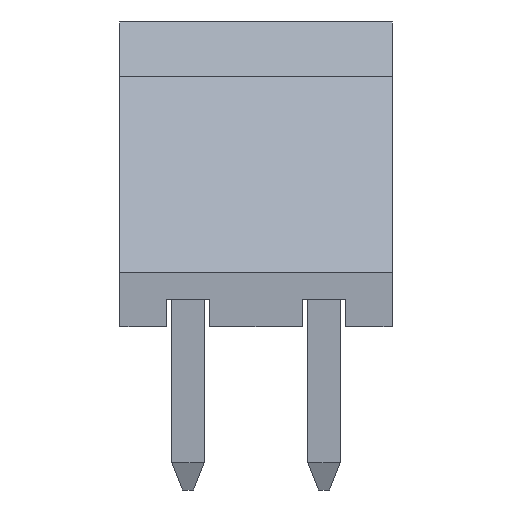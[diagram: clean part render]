
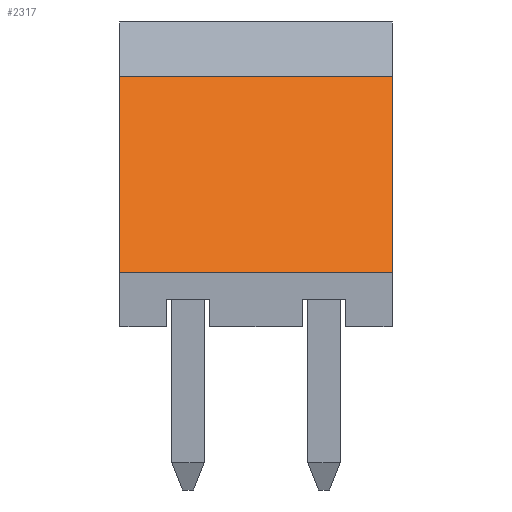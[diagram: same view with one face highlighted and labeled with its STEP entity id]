
A CAD part, front view. The second image highlights one B-rep face of the part: STEP entity #2317.
In plain terms, the highlighted planar face has unit normal (0, -0.811, 0.586).
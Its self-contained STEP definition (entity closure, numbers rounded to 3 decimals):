
#2136 = PLANE('',#2137);
#2137 = AXIS2_PLACEMENT_3D('',#2138,#2139,#2140);
#2138 = CARTESIAN_POINT('',(-1.25,0.4,4.6));
#2139 = DIRECTION('',(0.,0.,-1.));
#2140 = DIRECTION('',(0.,-1.,0.));
#2161 = VERTEX_POINT('',#2162);
#2162 = CARTESIAN_POINT('',(3.75,-0.4,4.6));
#2176 = PLANE('',#2177);
#2177 = AXIS2_PLACEMENT_3D('',#2178,#2179,#2180);
#2178 = CARTESIAN_POINT('',(3.75,0.384,2.186));
#2179 = DIRECTION('',(1.,0.,0.));
#2180 = DIRECTION('',(0.,0.,1.));
#2188 = EDGE_CURVE('',#2189,#2161,#2191,.T.);
#2189 = VERTEX_POINT('',#2190);
#2190 = CARTESIAN_POINT('',(-1.25,-0.4,4.6));
#2191 = SURFACE_CURVE('',#2192,(#2196,#2203),.PCURVE_S1.);
#2192 = LINE('',#2193,#2194);
#2193 = CARTESIAN_POINT('',(-1.25,-0.4,4.6));
#2194 = VECTOR('',#2195,1.);
#2195 = DIRECTION('',(1.,0.,0.));
#2196 = PCURVE('',#2136,#2197);
#2197 = DEFINITIONAL_REPRESENTATION('',(#2198),#2202);
#2198 = LINE('',#2199,#2200);
#2199 = CARTESIAN_POINT('',(0.8,0.));
#2200 = VECTOR('',#2201,1.);
#2201 = DIRECTION('',(0.,-1.));
#2202 = ( GEOMETRIC_REPRESENTATION_CONTEXT(2) 
PARAMETRIC_REPRESENTATION_CONTEXT() REPRESENTATION_CONTEXT('2D SPACE',''
  ) );
#2203 = PCURVE('',#2204,#2209);
#2204 = PLANE('',#2205);
#2205 = AXIS2_PLACEMENT_3D('',#2206,#2207,#2208);
#2206 = CARTESIAN_POINT('',(-1.25,-0.4,4.6));
#2207 = DIRECTION('',(0.,0.811,-0.585));
#2208 = DIRECTION('',(0.,-0.585,-0.811));
#2209 = DEFINITIONAL_REPRESENTATION('',(#2210),#2214);
#2210 = LINE('',#2211,#2212);
#2211 = CARTESIAN_POINT('',(0.,0.));
#2212 = VECTOR('',#2213,1.);
#2213 = DIRECTION('',(0.,-1.));
#2214 = ( GEOMETRIC_REPRESENTATION_CONTEXT(2) 
PARAMETRIC_REPRESENTATION_CONTEXT() REPRESENTATION_CONTEXT('2D SPACE',''
  ) );
#2230 = PLANE('',#2231);
#2231 = AXIS2_PLACEMENT_3D('',#2232,#2233,#2234);
#2232 = CARTESIAN_POINT('',(-1.25,0.384,2.186));
#2233 = DIRECTION('',(1.,0.,0.));
#2234 = DIRECTION('',(0.,0.,1.));
#2317 = ADVANCED_FACE('',(#2318),#2204,.F.);
#2318 = FACE_BOUND('',#2319,.F.);
#2319 = EDGE_LOOP('',(#2320,#2321,#2344,#2372));
#2320 = ORIENTED_EDGE('',*,*,#2188,.T.);
#2321 = ORIENTED_EDGE('',*,*,#2322,.T.);
#2322 = EDGE_CURVE('',#2161,#2323,#2325,.T.);
#2323 = VERTEX_POINT('',#2324);
#2324 = CARTESIAN_POINT('',(3.75,-3.,1.));
#2325 = SURFACE_CURVE('',#2326,(#2330,#2337),.PCURVE_S1.);
#2326 = LINE('',#2327,#2328);
#2327 = CARTESIAN_POINT('',(3.75,-0.4,4.6));
#2328 = VECTOR('',#2329,1.);
#2329 = DIRECTION('',(0.,-0.585,-0.811));
#2330 = PCURVE('',#2204,#2331);
#2331 = DEFINITIONAL_REPRESENTATION('',(#2332),#2336);
#2332 = LINE('',#2333,#2334);
#2333 = CARTESIAN_POINT('',(0.,-5.));
#2334 = VECTOR('',#2335,1.);
#2335 = DIRECTION('',(1.,0.));
#2336 = ( GEOMETRIC_REPRESENTATION_CONTEXT(2) 
PARAMETRIC_REPRESENTATION_CONTEXT() REPRESENTATION_CONTEXT('2D SPACE',''
  ) );
#2337 = PCURVE('',#2176,#2338);
#2338 = DEFINITIONAL_REPRESENTATION('',(#2339),#2343);
#2339 = LINE('',#2340,#2341);
#2340 = CARTESIAN_POINT('',(2.414,0.784));
#2341 = VECTOR('',#2342,1.);
#2342 = DIRECTION('',(-0.811,0.585));
#2343 = ( GEOMETRIC_REPRESENTATION_CONTEXT(2) 
PARAMETRIC_REPRESENTATION_CONTEXT() REPRESENTATION_CONTEXT('2D SPACE',''
  ) );
#2344 = ORIENTED_EDGE('',*,*,#2345,.F.);
#2345 = EDGE_CURVE('',#2346,#2323,#2348,.T.);
#2346 = VERTEX_POINT('',#2347);
#2347 = CARTESIAN_POINT('',(-1.25,-3.,1.));
#2348 = SURFACE_CURVE('',#2349,(#2353,#2360),.PCURVE_S1.);
#2349 = LINE('',#2350,#2351);
#2350 = CARTESIAN_POINT('',(-1.25,-3.,1.));
#2351 = VECTOR('',#2352,1.);
#2352 = DIRECTION('',(1.,0.,0.));
#2353 = PCURVE('',#2204,#2354);
#2354 = DEFINITIONAL_REPRESENTATION('',(#2355),#2359);
#2355 = LINE('',#2356,#2357);
#2356 = CARTESIAN_POINT('',(4.441,0.));
#2357 = VECTOR('',#2358,1.);
#2358 = DIRECTION('',(0.,-1.));
#2359 = ( GEOMETRIC_REPRESENTATION_CONTEXT(2) 
PARAMETRIC_REPRESENTATION_CONTEXT() REPRESENTATION_CONTEXT('2D SPACE',''
  ) );
#2360 = PCURVE('',#2361,#2366);
#2361 = PLANE('',#2362);
#2362 = AXIS2_PLACEMENT_3D('',#2363,#2364,#2365);
#2363 = CARTESIAN_POINT('',(-1.25,-3.,1.));
#2364 = DIRECTION('',(0.,1.,0.));
#2365 = DIRECTION('',(0.,0.,-1.));
#2366 = DEFINITIONAL_REPRESENTATION('',(#2367),#2371);
#2367 = LINE('',#2368,#2369);
#2368 = CARTESIAN_POINT('',(0.,0.));
#2369 = VECTOR('',#2370,1.);
#2370 = DIRECTION('',(0.,-1.));
#2371 = ( GEOMETRIC_REPRESENTATION_CONTEXT(2) 
PARAMETRIC_REPRESENTATION_CONTEXT() REPRESENTATION_CONTEXT('2D SPACE',''
  ) );
#2372 = ORIENTED_EDGE('',*,*,#2373,.F.);
#2373 = EDGE_CURVE('',#2189,#2346,#2374,.T.);
#2374 = SURFACE_CURVE('',#2375,(#2379,#2386),.PCURVE_S1.);
#2375 = LINE('',#2376,#2377);
#2376 = CARTESIAN_POINT('',(-1.25,-0.4,4.6));
#2377 = VECTOR('',#2378,1.);
#2378 = DIRECTION('',(0.,-0.585,-0.811));
#2379 = PCURVE('',#2204,#2380);
#2380 = DEFINITIONAL_REPRESENTATION('',(#2381),#2385);
#2381 = LINE('',#2382,#2383);
#2382 = CARTESIAN_POINT('',(0.,0.));
#2383 = VECTOR('',#2384,1.);
#2384 = DIRECTION('',(1.,0.));
#2385 = ( GEOMETRIC_REPRESENTATION_CONTEXT(2) 
PARAMETRIC_REPRESENTATION_CONTEXT() REPRESENTATION_CONTEXT('2D SPACE',''
  ) );
#2386 = PCURVE('',#2230,#2387);
#2387 = DEFINITIONAL_REPRESENTATION('',(#2388),#2392);
#2388 = LINE('',#2389,#2390);
#2389 = CARTESIAN_POINT('',(2.414,0.784));
#2390 = VECTOR('',#2391,1.);
#2391 = DIRECTION('',(-0.811,0.585));
#2392 = ( GEOMETRIC_REPRESENTATION_CONTEXT(2) 
PARAMETRIC_REPRESENTATION_CONTEXT() REPRESENTATION_CONTEXT('2D SPACE',''
  ) );
